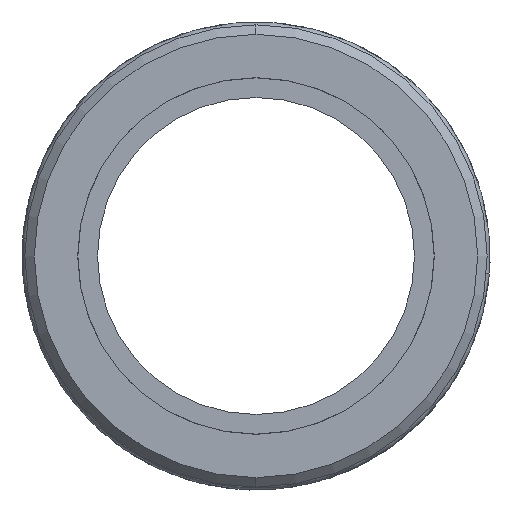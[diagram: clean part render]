
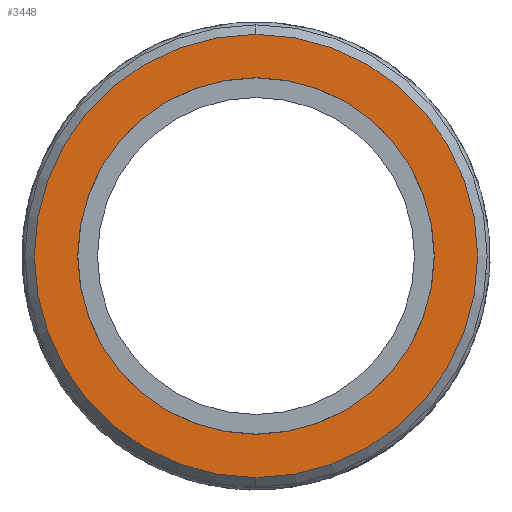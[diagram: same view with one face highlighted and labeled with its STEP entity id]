
A CAD part, front view. The second image highlights one B-rep face of the part: STEP entity #3448.
In plain terms, the highlighted planar face has unit normal (0, -1, 0).
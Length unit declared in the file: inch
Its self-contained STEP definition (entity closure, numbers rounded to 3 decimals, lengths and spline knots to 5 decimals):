
#79 = CARTESIAN_POINT ( 'NONE',  ( 0., -1.75, 0. ) ) ;
#89 = PLANE ( 'NONE',  #3181 ) ;
#158 = CARTESIAN_POINT ( 'NONE',  ( 0., -1.75, 0. ) ) ;
#357 = VERTEX_POINT ( 'NONE', #3221 ) ;
#367 = CARTESIAN_POINT ( 'NONE',  ( 0., -1.75, 0. ) ) ;
#432 = EDGE_LOOP ( 'NONE', ( #1364, #2438 ) ) ;
#465 = CIRCLE ( 'NONE', #2707, 1.1245 ) ;
#608 = CIRCLE ( 'NONE', #2663, 1.1245 ) ;
#670 = CARTESIAN_POINT ( 'NONE',  ( 0., -1.75, 0. ) ) ;
#771 = VERTEX_POINT ( 'NONE', #3657 ) ;
#820 = CARTESIAN_POINT ( 'NONE',  ( 0., -1.75, 1.1245 ) ) ;
#846 = AXIS2_PLACEMENT_3D ( 'NONE', #367, #1199, #2742 ) ;
#936 = CARTESIAN_POINT ( 'NONE',  ( 0., -1.75, -1.1245 ) ) ;
#953 = VERTEX_POINT ( 'NONE', #820 ) ;
#1199 = DIRECTION ( 'NONE',  ( 0., -1., 0. ) ) ;
#1200 = EDGE_CURVE ( 'NONE', #1311, #953, #608, .T. ) ;
#1246 = DIRECTION ( 'NONE',  ( 0., -1., 0. ) ) ;
#1251 = DIRECTION ( 'NONE',  ( 0., 0., -1. ) ) ;
#1311 = VERTEX_POINT ( 'NONE', #936 ) ;
#1355 = DIRECTION ( 'NONE',  ( 0., -1., 0. ) ) ;
#1364 = ORIENTED_EDGE ( 'NONE', *, *, #1200, .F. ) ;
#1421 = ORIENTED_EDGE ( 'NONE', *, *, #2325, .T. ) ;
#1541 = FACE_OUTER_BOUND ( 'NONE', #2747, .T. ) ;
#1704 = AXIS2_PLACEMENT_3D ( 'NONE', #670, #2748, #1251 ) ;
#2122 = DIRECTION ( 'NONE',  ( 0., -1., 0. ) ) ;
#2128 = FACE_BOUND ( 'NONE', #432, .T. ) ;
#2325 = EDGE_CURVE ( 'NONE', #771, #357, #2585, .T. ) ;
#2438 = ORIENTED_EDGE ( 'NONE', *, *, #2908, .F. ) ;
#2480 = EDGE_CURVE ( 'NONE', #357, #771, #3079, .T. ) ;
#2518 = DIRECTION ( 'NONE',  ( 0., 0., -1. ) ) ;
#2541 = DIRECTION ( 'NONE',  ( 0., 0., -1. ) ) ;
#2585 = CIRCLE ( 'NONE', #1704, 1.399 ) ;
#2663 = AXIS2_PLACEMENT_3D ( 'NONE', #158, #1355, #2541 ) ;
#2707 = AXIS2_PLACEMENT_3D ( 'NONE', #79, #2122, #3673 ) ;
#2722 = CARTESIAN_POINT ( 'NONE',  ( 1.399, -1.75, 0. ) ) ;
#2742 = DIRECTION ( 'NONE',  ( 0., 0., -1. ) ) ;
#2747 = EDGE_LOOP ( 'NONE', ( #1421, #3890 ) ) ;
#2748 = DIRECTION ( 'NONE',  ( 0., -1., 0. ) ) ;
#2908 = EDGE_CURVE ( 'NONE', #953, #1311, #465, .T. ) ;
#3079 = CIRCLE ( 'NONE', #846, 1.399 ) ;
#3181 = AXIS2_PLACEMENT_3D ( 'NONE', #2722, #1246, #2518 ) ;
#3221 = CARTESIAN_POINT ( 'NONE',  ( 0., -1.75, -1.399 ) ) ;
#3448 = ADVANCED_FACE ( 'NONE', ( #1541, #2128 ), #89, .T. ) ;
#3657 = CARTESIAN_POINT ( 'NONE',  ( 0., -1.75, 1.399 ) ) ;
#3673 = DIRECTION ( 'NONE',  ( 0., 0., -1. ) ) ;
#3890 = ORIENTED_EDGE ( 'NONE', *, *, #2480, .T. ) ;
